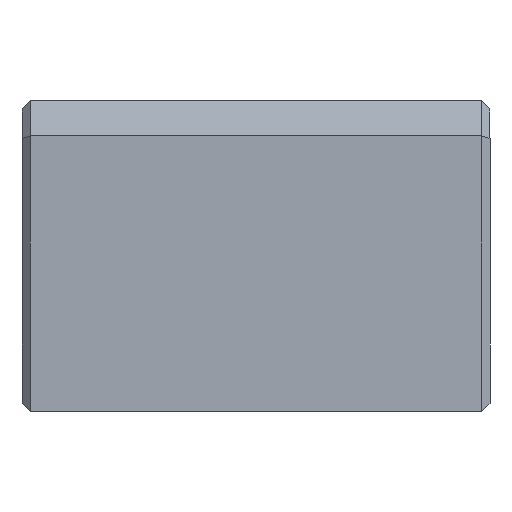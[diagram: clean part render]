
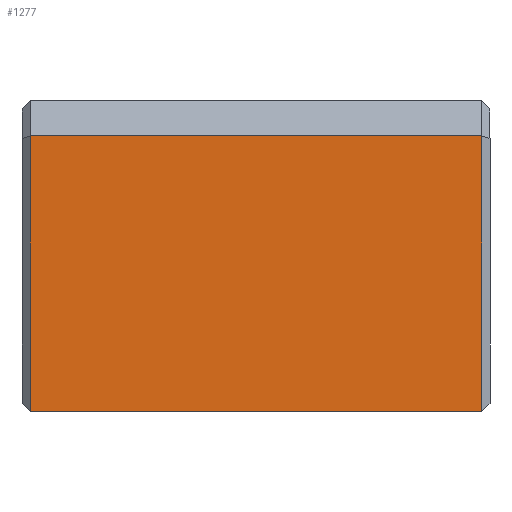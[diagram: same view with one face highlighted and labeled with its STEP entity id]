
A CAD part, front view. The second image highlights one B-rep face of the part: STEP entity #1277.
In plain terms, the highlighted planar face has unit normal (0, -1, 0).
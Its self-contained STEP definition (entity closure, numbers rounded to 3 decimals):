
#2 = LINE ( 'NONE', #497, #2055 ) ;
#37 = DIRECTION ( 'NONE',  ( -1., 0., 0. ) ) ;
#59 = CARTESIAN_POINT ( 'NONE',  ( 12.85, -15.4, 33.832 ) ) ;
#71 = CARTESIAN_POINT ( 'NONE',  ( 46.778, -15.4, 33.832 ) ) ;
#76 = VERTEX_POINT ( 'NONE', #607 ) ;
#168 = CARTESIAN_POINT ( 'NONE',  ( -8.54, -15.4, 20.753 ) ) ;
#291 = ORIENTED_EDGE ( 'NONE', *, *, #977, .T. ) ;
#305 = AXIS2_PLACEMENT_3D ( 'NONE', #71, #916, #1398 ) ;
#336 = EDGE_CURVE ( 'NONE', #338, #942, #1266, .T. ) ;
#338 = VERTEX_POINT ( 'NONE', #787 ) ;
#456 = VECTOR ( 'NONE', #762, 1000. ) ;
#497 = CARTESIAN_POINT ( 'NONE',  ( -8.54, -15.4, 33.832 ) ) ;
#510 = ORIENTED_EDGE ( 'NONE', *, *, #783, .T. ) ;
#530 = VECTOR ( 'NONE', #37, 1000. ) ;
#573 = FACE_OUTER_BOUND ( 'NONE', #1288, .T. ) ;
#607 = CARTESIAN_POINT ( 'NONE',  ( -8.54, -15.4, 33.832 ) ) ;
#679 = ORIENTED_EDGE ( 'NONE', *, *, #1099, .T. ) ;
#756 = CARTESIAN_POINT ( 'NONE',  ( 46.778, -15.4, 20.753 ) ) ;
#762 = DIRECTION ( 'NONE',  ( 0., 0., 1. ) ) ;
#783 = EDGE_CURVE ( 'NONE', #338, #1308, #2103, .T. ) ;
#787 = CARTESIAN_POINT ( 'NONE',  ( 12.85, -15.4, 20.753 ) ) ;
#868 = CARTESIAN_POINT ( 'NONE',  ( 46.778, -15.4, 33.832 ) ) ;
#880 = VECTOR ( 'NONE', #1610, 1000. ) ;
#916 = DIRECTION ( 'NONE',  ( 0., 1., 0. ) ) ;
#942 = VERTEX_POINT ( 'NONE', #168 ) ;
#977 = EDGE_CURVE ( 'NONE', #76, #942, #2, .T. ) ;
#1097 = PLANE ( 'NONE',  #305 ) ;
#1099 = EDGE_CURVE ( 'NONE', #1308, #76, #1386, .T. ) ;
#1266 = LINE ( 'NONE', #756, #880 ) ;
#1277 = ADVANCED_FACE ( 'NONE', ( #573 ), #1097, .F. ) ;
#1288 = EDGE_LOOP ( 'NONE', ( #679, #291, #2093, #510 ) ) ;
#1308 = VERTEX_POINT ( 'NONE', #59 ) ;
#1386 = LINE ( 'NONE', #868, #530 ) ;
#1398 = DIRECTION ( 'NONE',  ( 0., 0., 1. ) ) ;
#1610 = DIRECTION ( 'NONE',  ( -1., 0., 0. ) ) ;
#1797 = DIRECTION ( 'NONE',  ( 0., 0., -1. ) ) ;
#1923 = CARTESIAN_POINT ( 'NONE',  ( 12.85, -15.4, 33.832 ) ) ;
#2055 = VECTOR ( 'NONE', #1797, 1000. ) ;
#2093 = ORIENTED_EDGE ( 'NONE', *, *, #336, .F. ) ;
#2103 = LINE ( 'NONE', #1923, #456 ) ;
